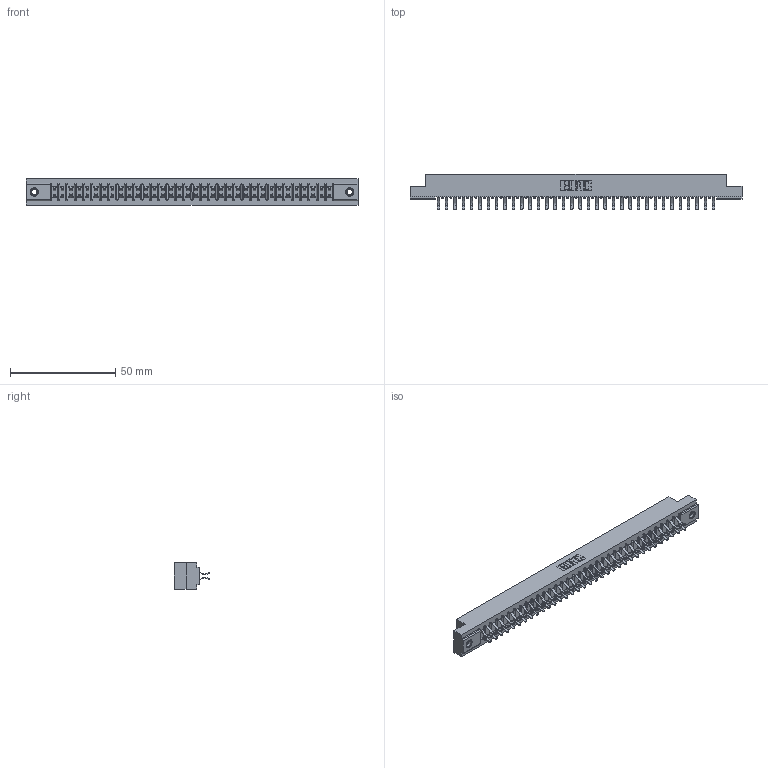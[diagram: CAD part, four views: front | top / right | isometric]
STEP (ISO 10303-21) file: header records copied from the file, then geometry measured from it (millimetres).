
FILE_DESCRIPTION (( 'STEP AP203' ), '1' );
FILE_NAME ('307-068-556-207.STEP', '2019-09-06T19:02:36', ( '' ), ( '' ), 'SwSTEP 2.0', 'SolidWorks 2016', '' );
FILE_SCHEMA (( 'CONFIG_CONTROL_DESIGN' ));
Length unit declared in the file: inch
Products named in the file (4): 345-250-001_345-250-005-103; 307-068-556-207; 307 Part_.156 Dia Mounting Holes; 307-290-001_556
Assembly tree (71 placements, depth 2):
  307-068-556-207
    307 Part_.156 Dia Mounting Holes
    307-290-001_556  x68
    345-250-001_345-250-005-103  x2
Bounding box: 157.73 x 16.97 x 12.7 mm (x, y, z)
Volume: 16690.6 mm3; surface area: 20114.6 mm2
Topology: 71 solids, 71 shells, 3613 faces, 10115 edges, 6550 vertices
Faces by surface type: plane 2346, cylinder 1181, sphere 70, cone 12, torus 4
Entity records: 32511 total; most frequent: CARTESIAN_POINT 5305, ORIENTED_EDGE 5250, DIRECTION 5209, EDGE_CURVE 2625, VECTOR 2009, LINE 2009, VERTEX_POINT 1696, AXIS2_PLACEMENT_3D 1600
